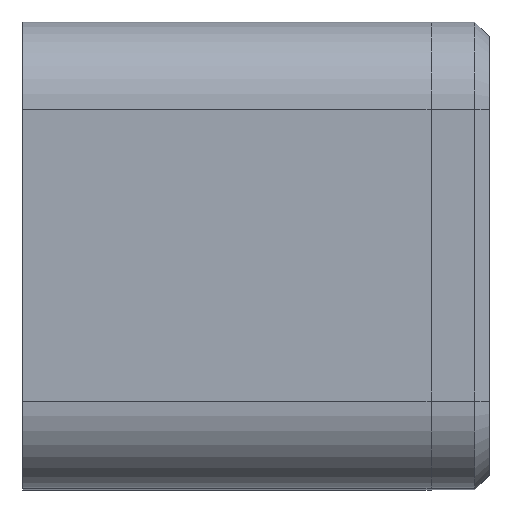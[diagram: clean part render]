
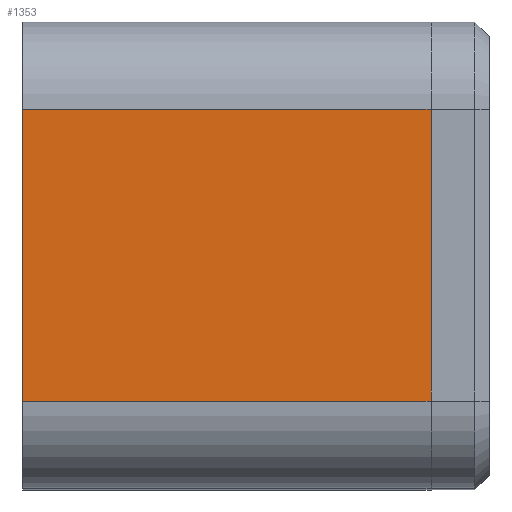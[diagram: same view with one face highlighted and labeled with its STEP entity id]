
A CAD part, top view. The second image highlights one B-rep face of the part: STEP entity #1353.
In plain terms, the highlighted planar face has unit normal (0, 0, 1).
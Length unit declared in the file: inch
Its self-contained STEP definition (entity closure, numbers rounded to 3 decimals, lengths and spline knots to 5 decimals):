
#74=PLANE('',#1524);
#122=FACE_OUTER_BOUND('',#200,.T.);
#200=EDGE_LOOP('',(#1029,#1030,#1031,#1032));
#312=LINE('',#2250,#401);
#317=LINE('',#2265,#406);
#318=LINE('',#2269,#407);
#319=LINE('',#2271,#408);
#401=VECTOR('',#1801,0.3937);
#406=VECTOR('',#1818,0.3937);
#407=VECTOR('',#1823,0.3937);
#408=VECTOR('',#1826,0.3937);
#615=VERTEX_POINT('',#2247);
#616=VERTEX_POINT('',#2249);
#620=VERTEX_POINT('',#2263);
#621=VERTEX_POINT('',#2267);
#772=EDGE_CURVE('',#616,#615,#312,.T.);
#780=EDGE_CURVE('',#620,#615,#317,.T.);
#782=EDGE_CURVE('',#616,#621,#318,.T.);
#783=EDGE_CURVE('',#621,#620,#319,.T.);
#1029=ORIENTED_EDGE('',*,*,#780,.F.);
#1030=ORIENTED_EDGE('',*,*,#783,.F.);
#1031=ORIENTED_EDGE('',*,*,#782,.F.);
#1032=ORIENTED_EDGE('',*,*,#772,.T.);
#1353=ADVANCED_FACE('',(#122),#74,.T.);
#1524=AXIS2_PLACEMENT_3D('',#2270,#1824,#1825);
#1801=DIRECTION('',(0.,-1.,0.));
#1818=DIRECTION('',(-1.,0.,0.));
#1823=DIRECTION('',(1.,0.,0.));
#1824=DIRECTION('center_axis',(0.,0.,1.));
#1825=DIRECTION('ref_axis',(0.,-1.,0.));
#1826=DIRECTION('',(0.,-1.,0.));
#2247=CARTESIAN_POINT('',(0.,-0.625,2.));
#2249=CARTESIAN_POINT('',(0.,0.625,2.));
#2250=CARTESIAN_POINT('',(0.,1.,2.));
#2263=CARTESIAN_POINT('',(1.75,-0.625,2.));
#2265=CARTESIAN_POINT('',(0.,-0.625,2.));
#2267=CARTESIAN_POINT('',(1.75,0.625,2.));
#2269=CARTESIAN_POINT('',(0.,0.625,2.));
#2270=CARTESIAN_POINT('Origin',(0.,1.,2.));
#2271=CARTESIAN_POINT('',(1.75,1.,2.));
